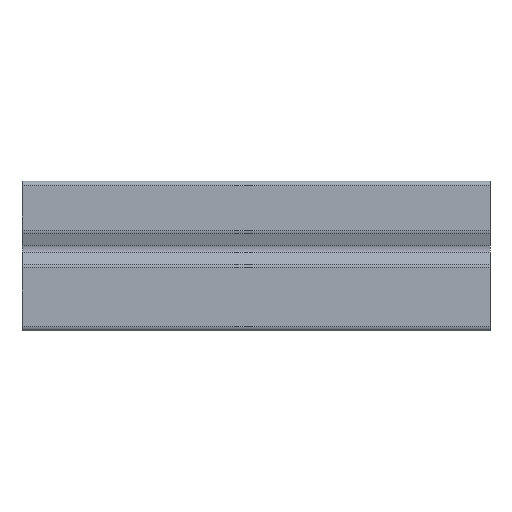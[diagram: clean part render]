
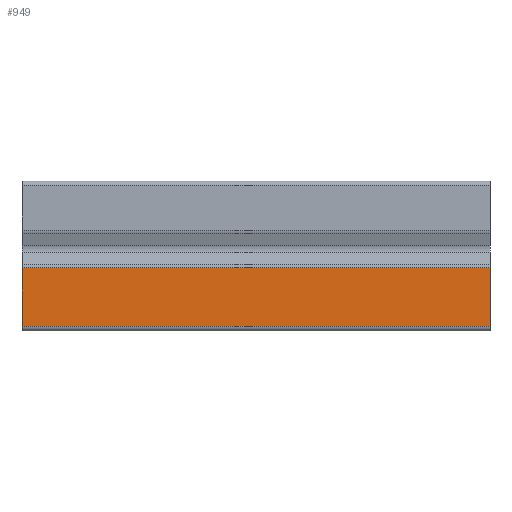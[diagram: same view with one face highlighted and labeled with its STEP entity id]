
A CAD part, front view. The second image highlights one B-rep face of the part: STEP entity #949.
In plain terms, the highlighted planar face has unit normal (0, -1, 0).
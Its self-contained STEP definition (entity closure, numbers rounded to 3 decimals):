
#103=FACE_OUTER_BOUND('',#151,.T.);
#151=EDGE_LOOP('',(#845,#846,#847,#848));
#202=LINE('',#1420,#308);
#241=LINE('',#1521,#347);
#246=LINE('',#1537,#352);
#250=LINE('',#1549,#356);
#308=VECTOR('',#1142,100.);
#347=VECTOR('',#1235,12.462);
#352=VECTOR('',#1248,100.);
#356=VECTOR('',#1260,12.462);
#409=VERTEX_POINT('',#1417);
#410=VERTEX_POINT('',#1419);
#445=VERTEX_POINT('',#1520);
#452=VERTEX_POINT('',#1536);
#517=EDGE_CURVE('',#409,#410,#202,.T.);
#568=EDGE_CURVE('',#410,#445,#241,.T.);
#576=EDGE_CURVE('',#452,#445,#246,.T.);
#583=EDGE_CURVE('',#409,#452,#250,.T.);
#845=ORIENTED_EDGE('',*,*,#583,.T.);
#846=ORIENTED_EDGE('',*,*,#576,.T.);
#847=ORIENTED_EDGE('',*,*,#568,.F.);
#848=ORIENTED_EDGE('',*,*,#517,.F.);
#901=PLANE('',#1031);
#949=ADVANCED_FACE('',(#103),#901,.T.);
#1031=AXIS2_PLACEMENT_3D('',#1578,#1291,#1292);
#1142=DIRECTION('',(-1.,0.,0.));
#1235=DIRECTION('',(0.,0.,1.));
#1248=DIRECTION('',(-1.,0.,0.));
#1260=DIRECTION('',(0.,0.,1.));
#1291=DIRECTION('center_axis',(0.,-1.,0.));
#1292=DIRECTION('ref_axis',(0.,0.,-1.));
#1417=CARTESIAN_POINT('',(100.,-14.15,1.));
#1419=CARTESIAN_POINT('',(0.,-14.15,1.));
#1420=CARTESIAN_POINT('',(100.,-14.15,1.));
#1520=CARTESIAN_POINT('',(0.,-14.15,13.462));
#1521=CARTESIAN_POINT('',(0.,-14.15,1.));
#1536=CARTESIAN_POINT('',(100.,-14.15,13.462));
#1537=CARTESIAN_POINT('',(100.,-14.15,13.462));
#1549=CARTESIAN_POINT('',(100.,-14.15,1.));
#1578=CARTESIAN_POINT('Origin',(100.,-14.15,1.));
